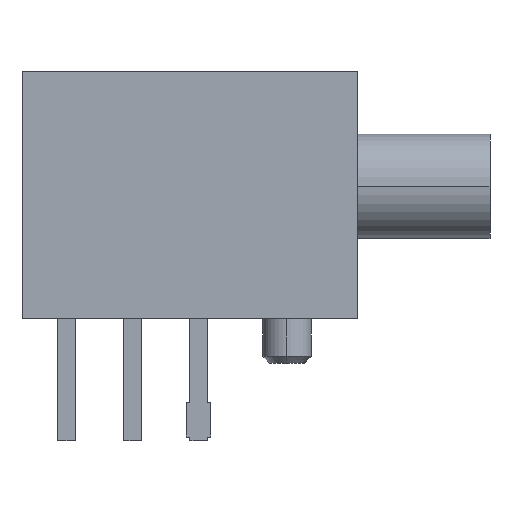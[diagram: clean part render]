
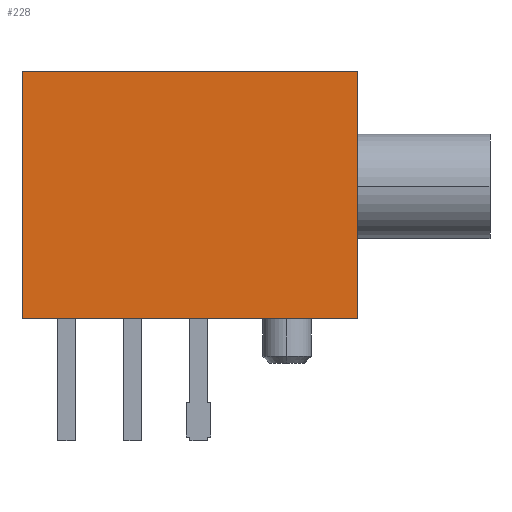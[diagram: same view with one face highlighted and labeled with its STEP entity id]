
A CAD part, top view. The second image highlights one B-rep face of the part: STEP entity #228.
In plain terms, the highlighted planar face has unit normal (0, 0, 1).
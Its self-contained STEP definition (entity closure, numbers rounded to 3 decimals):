
#228 = ADVANCED_FACE ( 'NONE', ( #7206 ), #6688, .F. ) ;
#1214 = EDGE_CURVE ( 'NONE', #5157, #5158, #12547, .T. ) ;
#1222 = EDGE_CURVE ( 'NONE', #5158, #1557, #12559, .T. ) ;
#1557 = VERTEX_POINT ( 'NONE', #13057 ) ;
#1577 = VERTEX_POINT ( 'NONE', #13077 ) ;
#2020 = ORIENTED_EDGE ( 'NONE', *, *, #1222, .F. ) ;
#2021 = ORIENTED_EDGE ( 'NONE', *, *, #1214, .F. ) ;
#2022 = ORIENTED_EDGE ( 'NONE', *, *, #3126, .T. ) ;
#2023 = ORIENTED_EDGE ( 'NONE', *, *, #3120, .T. ) ;
#3120 = EDGE_CURVE ( 'NONE', #1577, #1557, #13617, .T. ) ;
#3126 = EDGE_CURVE ( 'NONE', #5157, #1577, #13635, .T. ) ;
#5157 = VERTEX_POINT ( 'NONE', #14359 ) ;
#5158 = VERTEX_POINT ( 'NONE', #14360 ) ;
#5286 = EDGE_LOOP ( 'NONE', ( #2021, #2022, #2023, #2020 ) ) ;
#6688 = PLANE ( 'NONE',  #7209 ) ;
#6689 = CARTESIAN_POINT ( 'NONE',  ( 0., 7.11, 0. ) ) ;
#6690 = DIRECTION ( 'NONE',  ( 0., 0., -1. ) ) ;
#6691 = DIRECTION ( 'NONE',  ( -1., 0., 0. ) ) ;
#7206 = FACE_OUTER_BOUND ( 'NONE', #5286, .T. ) ;
#7209 = AXIS2_PLACEMENT_3D ( 'NONE', #6689, #6690, #6691 ) ;
#12199 = VECTOR ( 'NONE', #12549, 1000. ) ;
#12203 = VECTOR ( 'NONE', #12561, 1000. ) ;
#12547 = LINE ( 'NONE', #12548, #12199 ) ;
#12548 = CARTESIAN_POINT ( 'NONE',  ( 0., 0., 0. ) ) ;
#12549 = DIRECTION ( 'NONE',  ( 0., 1., 0. ) ) ;
#12559 = LINE ( 'NONE', #12560, #12203 ) ;
#12560 = CARTESIAN_POINT ( 'NONE',  ( 0., 7.11, 0. ) ) ;
#12561 = DIRECTION ( 'NONE',  ( 1., 0., 0. ) ) ;
#13057 = CARTESIAN_POINT ( 'NONE',  ( 9.65, 7.11, 0. ) ) ;
#13077 = CARTESIAN_POINT ( 'NONE',  ( 9.65, 0., 0. ) ) ;
#13506 = VECTOR ( 'NONE', #13619, 1000. ) ;
#13512 = VECTOR ( 'NONE', #13637, 1000. ) ;
#13617 = LINE ( 'NONE', #13618, #13506 ) ;
#13618 = CARTESIAN_POINT ( 'NONE',  ( 9.65, 0., 0. ) ) ;
#13619 = DIRECTION ( 'NONE',  ( 0., 1., 0. ) ) ;
#13635 = LINE ( 'NONE', #13636, #13512 ) ;
#13636 = CARTESIAN_POINT ( 'NONE',  ( 0., 0., 0. ) ) ;
#13637 = DIRECTION ( 'NONE',  ( 1., 0., 0. ) ) ;
#14359 = CARTESIAN_POINT ( 'NONE',  ( 0., 0., 0. ) ) ;
#14360 = CARTESIAN_POINT ( 'NONE',  ( 0., 7.11, 0. ) ) ;
